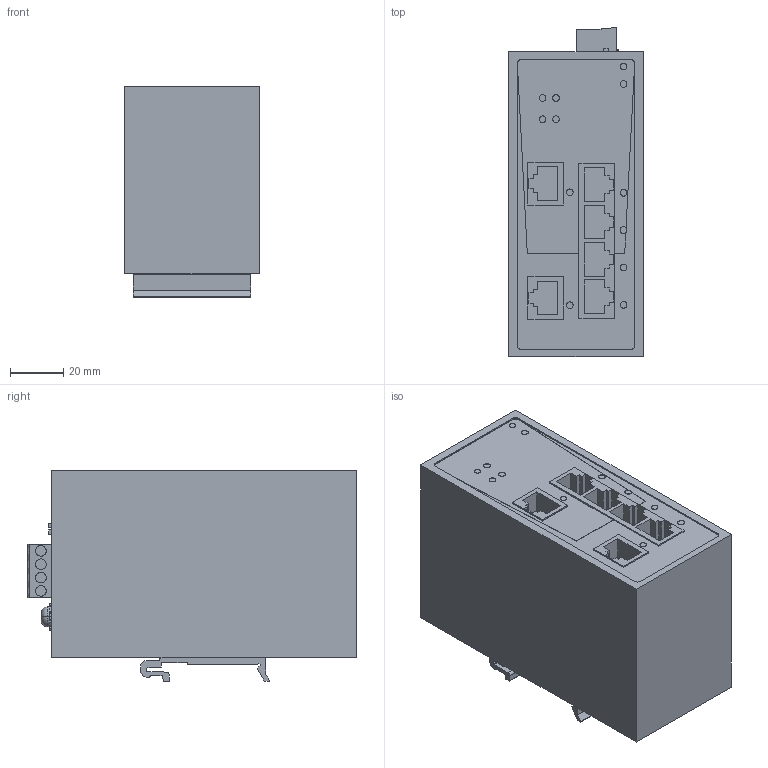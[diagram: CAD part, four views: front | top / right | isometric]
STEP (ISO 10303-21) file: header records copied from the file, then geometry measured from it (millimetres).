
FILE_DESCRIPTION(('CATIA V5 STEP Exchange','CAx-IF Rec.Pracs.--- Model Styling and Organization---1.4--- 2014-01-23'),'2;1');
FILE_NAME ('D1392931_2_1286920000_S3D_IE_SW_BL06_BL06T_2TX_4POE.stp','2019-11-21T11:59:09+00:00',('none'),('Weidmueller'),'CATIA Version 5-6 Release 2016 SP3 HF44','CATIA V5 STEP AP214','none');
FILE_SCHEMA(('AUTOMOTIVE_DESIGN { 1 0 10303 214 1 1 1 1 }'));
Length unit declared in the file: millimetre
Products named in the file (1): 1241380000
Bounding box: 50.3 x 123.05 x 78.8 mm (x, y, z)
Volume: 401592.8 mm3; surface area: 59968.1 mm2
Topology: 27 solids, 27 shells, 505 faces, 1244 edges, 830 vertices
Faces by surface type: plane 346, cylinder 152, extrusion 5, torus 2
Entity records: 14897 total; most frequent: CARTESIAN_POINT 2782, ORIENTED_EDGE 2488, DIRECTION 2010, EDGE_CURVE 1244, VECTOR 921, LINE 916, VERTEX_POINT 830, AXIS2_PLACEMENT_3D 696
